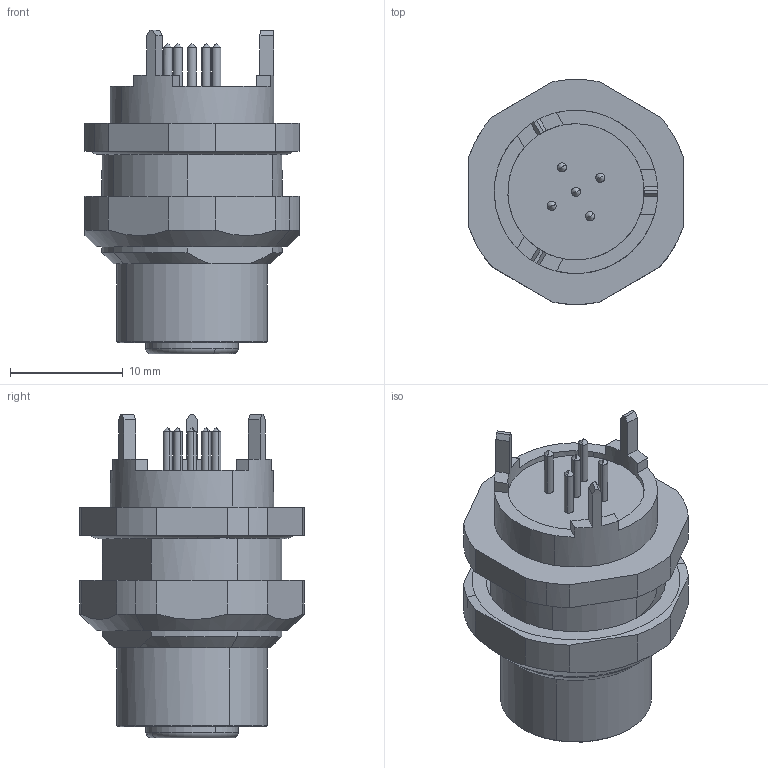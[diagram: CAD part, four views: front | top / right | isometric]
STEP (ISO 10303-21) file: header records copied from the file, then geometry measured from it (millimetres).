
FILE_DESCRIPTION(('CATIA V5R24 STEP','CAx-IF Rec.Pracs.--- Model Styling and Organization---1.2---2011-12-15'),'2;1');
FILE_NAME ('D1461771_0_2421910000_2421910000.stp','2017-04-21T06:34:05+00:00',('none'),('Weidmueller'),'CATIA Version 5-6 Release 2014 SP4 HF52','CATIA V5 STEP AP214','none');
FILE_SCHEMA(('AUTOMOTIVE_DESIGN { 1 0 10303 214 1 1 1 1 }'));
Length unit declared in the file: millimetre
Products named in the file (1): v5-standard_part
Bounding box: 19 x 19.95 x 28.75 mm (x, y, z)
Volume: 4218.2 mm3; surface area: 3094.5 mm2
Topology: 1 solids, 1 shells, 363 faces, 987 edges, 659 vertices
Faces by surface type: plane 141, cylinder 134, bspline 37, cone 28, torus 23
Entity records: 12877 total; most frequent: CARTESIAN_POINT 4004, ORIENTED_EDGE 1954, DIRECTION 1329, EDGE_CURVE 977, VERTEX_POINT 659, AXIS2_PLACEMENT_3D 602, EDGE_LOOP 410, VECTOR 401
